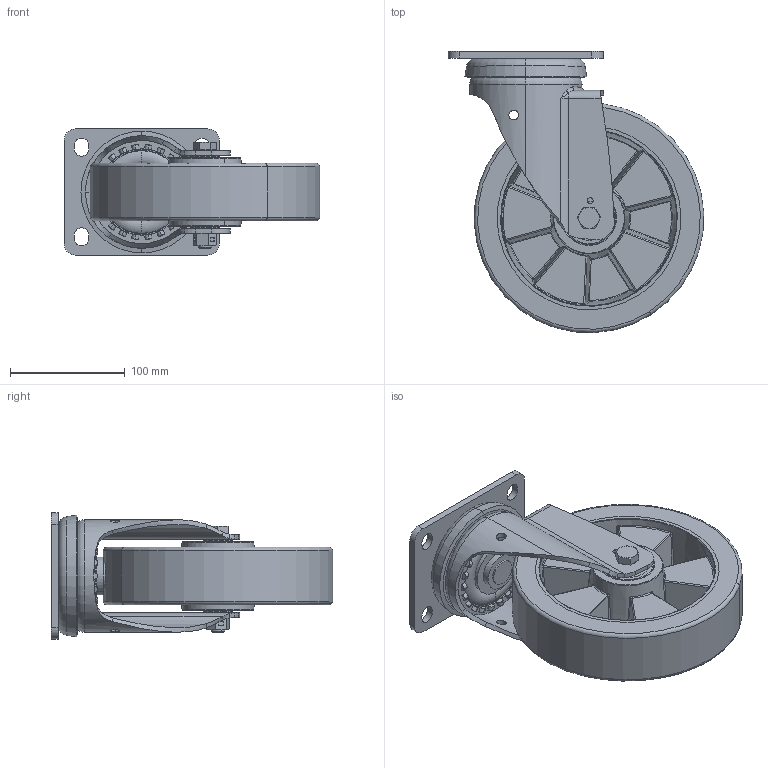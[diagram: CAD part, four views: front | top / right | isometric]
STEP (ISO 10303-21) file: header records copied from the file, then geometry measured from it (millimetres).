
FILE_DESCRIPTION (( 'STEP AP214' ), '1' );
FILE_NAME ('0047415_L-IHB-EPUA-200-K-3_(A-01).step', '2019-08-08T09:44:01', ( 'Windows-Benutzer' ), ( '' ), 'SwSTEP 2.0', 'SolidWorks 2018', '' );
FILE_SCHEMA (( 'AUTOMOTIVE_DESIGN' ));
Length unit declared in the file: millimetre
Products named in the file (1): 0047415_L-IHB-EPUA-200-K-3_(A-01)
Bounding box: 222.38 x 244.88 x 110 mm (x, y, z)
Volume: 1336690.9 mm3; surface area: 335674.6 mm2
Topology: 16 solids, 16 shells, 752 faces, 1753 edges, 1047 vertices
Faces by surface type: cylinder 232, plane 188, torus 116, bspline 102, sphere 60, cone 54
Entity records: 35237 total; most frequent: CARTESIAN_POINT 10118, ORIENTED_EDGE 3506, DIRECTION 3484, EDGE_CURVE 1753, AXIS2_PLACEMENT_3D 1449, VERTEX_POINT 1047, EDGE_LOOP 814, CIRCLE 798
